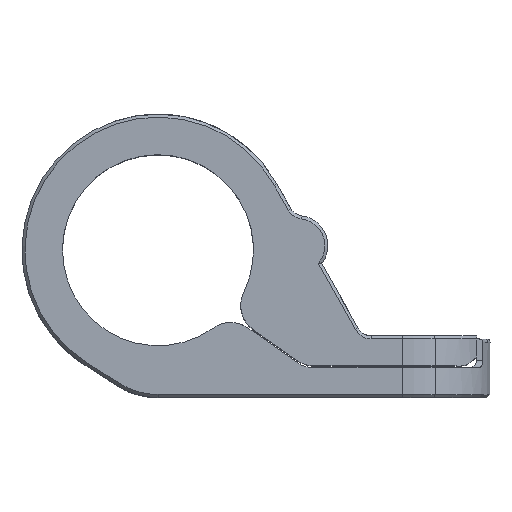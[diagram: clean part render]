
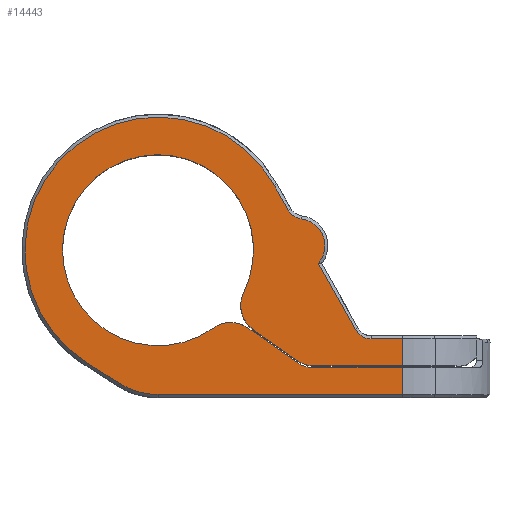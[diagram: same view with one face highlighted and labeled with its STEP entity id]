
A CAD part, top view. The second image highlights one B-rep face of the part: STEP entity #14443.
In plain terms, the highlighted planar face has unit normal (0, 0, 1).
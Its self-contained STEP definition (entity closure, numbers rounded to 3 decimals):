
#475=DIRECTION('',(1.,0.,0.));
#476=VECTOR('',#475,5.819);
#477=CARTESIAN_POINT('',(10.435,-7.7,6.35));
#478=LINE('',#477,#476);
#1389=DIRECTION('',(-1.,0.,0.));
#1390=VECTOR('',#1389,6.039);
#1391=CARTESIAN_POINT('',(16.254,-7.8,6.35));
#1392=LINE('',#1391,#1390);
#1674=DIRECTION('',(0.,1.,0.));
#1675=VECTOR('',#1674,1.8);
#1676=CARTESIAN_POINT('',(16.254,-7.7,6.35));
#1677=LINE('',#1676,#1675);
#1678=CARTESIAN_POINT('',(10.435,-5.6,6.35));
#1679=DIRECTION('',(0.,0.,1.));
#1680=DIRECTION('',(-0.574,-0.819,0.));
#1681=AXIS2_PLACEMENT_3D('',#1678,#1679,#1680);
#1683=DIRECTION('',(0.819,-0.574,0.));
#1684=VECTOR('',#1683,3.511);
#1685=CARTESIAN_POINT('',(6.354,-5.306,6.35));
#1686=LINE('',#1685,#1684);
#1687=CARTESIAN_POINT('',(7.501,-3.668,6.35));
#1688=DIRECTION('',(0.,0.,1.));
#1689=DIRECTION('',(-0.898,0.439,0.));
#1690=AXIS2_PLACEMENT_3D('',#1687,#1688,#1689);
#1692=CARTESIAN_POINT('',(4.836,-6.807,6.35));
#1693=DIRECTION('',(0.,0.,1.));
#1694=DIRECTION('',(0.574,0.819,0.));
#1695=AXIS2_PLACEMENT_3D('',#1692,#1693,#1694);
#1697=DIRECTION('',(-0.819,0.574,0.));
#1698=VECTOR('',#1697,4.115);
#1699=CARTESIAN_POINT('',(9.354,-7.529,6.35));
#1700=LINE('',#1699,#1698);
#1701=DIRECTION('',(0.,1.,0.));
#1702=VECTOR('',#1701,1.8);
#1703=CARTESIAN_POINT('',(16.254,-9.6,6.35));
#1704=LINE('',#1703,#1702);
#1705=DIRECTION('',(1.,0.,0.));
#1706=VECTOR('',#1705,16.254);
#1707=CARTESIAN_POINT('',(0.,-9.6,6.35));
#1708=LINE('',#1707,#1706);
#1709=CARTESIAN_POINT('',(0.,-4.8,6.35));
#1710=DIRECTION('',(0.,0.,1.));
#1711=DIRECTION('',(-0.537,-0.844,0.));
#1712=AXIS2_PLACEMENT_3D('',#1709,#1710,#1711);
#1714=DIRECTION('',(0.844,-0.537,0.));
#1715=VECTOR('',#1714,2.576);
#1716=CARTESIAN_POINT('',(-4.75,-7.467,6.35));
#1717=LINE('',#1716,#1715);
#1718=CARTESIAN_POINT('',(0.,0.,6.35));
#1719=DIRECTION('',(0.,0.,1.));
#1720=DIRECTION('',(0.871,0.491,0.));
#1721=AXIS2_PLACEMENT_3D('',#1718,#1719,#1720);
#1723=DIRECTION('',(-0.491,0.871,0.));
#1724=VECTOR('',#1723,1.905);
#1725=CARTESIAN_POINT('',(8.645,2.685,6.35));
#1726=LINE('',#1725,#1724);
#1727=CARTESIAN_POINT('',(9.691,3.274,6.35));
#1728=DIRECTION('',(0.,0.,-1.));
#1729=DIRECTION('',(-0.131,-0.991,0.));
#1730=AXIS2_PLACEMENT_3D('',#1727,#1728,#1729);
#1732=CARTESIAN_POINT('',(9.297,0.3,6.35));
#1733=DIRECTION('',(0.,0.,1.));
#1734=DIRECTION('',(0.819,-0.574,0.));
#1735=AXIS2_PLACEMENT_3D('',#1732,#1733,#1734);
#1737=DIRECTION('',(0.574,0.819,0.));
#1738=VECTOR('',#1737,0.194);
#1739=CARTESIAN_POINT('',(10.661,-0.891,6.35));
#1740=LINE('',#1739,#1738);
#1741=DIRECTION('',(-0.491,0.871,0.));
#1742=VECTOR('',#1741,5.048);
#1743=CARTESIAN_POINT('',(13.139,-5.289,6.35));
#1744=LINE('',#1743,#1742);
#1745=CARTESIAN_POINT('',(14.184,-4.7,6.35));
#1746=DIRECTION('',(0.,0.,-1.));
#1747=DIRECTION('',(0.,-1.,0.));
#1748=AXIS2_PLACEMENT_3D('',#1745,#1746,#1747);
#1750=DIRECTION('',(-1.,0.,0.));
#1751=VECTOR('',#1750,2.07);
#1752=CARTESIAN_POINT('',(16.254,-5.9,6.35));
#1753=LINE('',#1752,#1751);
#2862=CARTESIAN_POINT('',(0.,0.,6.35));
#2863=DIRECTION('',(0.,0.,-1.));
#2864=DIRECTION('',(0.579,-0.815,0.));
#2865=AXIS2_PLACEMENT_3D('',#2862,#2863,#2864);
#3200=CARTESIAN_POINT('',(10.214,-6.3,6.35));
#3201=DIRECTION('',(0.,0.,-1.));
#3202=DIRECTION('',(0.,-1.,0.));
#3203=AXIS2_PLACEMENT_3D('',#3200,#3201,#3202);
#10196=CARTESIAN_POINT('',(5.983,-5.169,6.35));
#10197=VERTEX_POINT('',#10196);
#10198=CARTESIAN_POINT('',(3.678,-5.176,6.35));
#10199=VERTEX_POINT('',#10198);
#10204=CARTESIAN_POINT('',(5.705,-2.789,6.35));
#10205=CARTESIAN_POINT('',(6.354,-5.306,6.35));
#10206=VERTEX_POINT('',#10204);
#10207=VERTEX_POINT('',#10205);
#10220=CARTESIAN_POINT('',(9.231,-7.32,6.35));
#10221=VERTEX_POINT('',#10220);
#10222=CARTESIAN_POINT('',(10.435,-7.7,6.35));
#10223=VERTEX_POINT('',#10222);
#10225=CARTESIAN_POINT('',(9.354,-7.529,6.35));
#10227=VERTEX_POINT('',#10225);
#10229=CARTESIAN_POINT('',(10.214,-7.8,6.35));
#10231=VERTEX_POINT('',#10229);
#12309=CARTESIAN_POINT('',(16.254,-7.7,6.35));
#12311=VERTEX_POINT('',#12309);
#12312=CARTESIAN_POINT('',(16.254,-7.8,6.35));
#12314=VERTEX_POINT('',#12312);
#12358=CARTESIAN_POINT('',(16.254,-5.9,6.35));
#12359=VERTEX_POINT('',#12358);
#12362=CARTESIAN_POINT('',(16.254,-9.6,6.35));
#12363=VERTEX_POINT('',#12362);
#12524=CARTESIAN_POINT('',(13.139,-5.289,6.35));
#12525=CARTESIAN_POINT('',(10.661,-0.891,6.35));
#12526=VERTEX_POINT('',#12524);
#12527=VERTEX_POINT('',#12525);
#12528=CARTESIAN_POINT('',(14.184,-5.9,6.35));
#12529=VERTEX_POINT('',#12528);
#12558=CARTESIAN_POINT('',(0.,-9.6,6.35));
#12559=VERTEX_POINT('',#12558);
#12560=CARTESIAN_POINT('',(-2.576,-8.85,6.35));
#12561=VERTEX_POINT('',#12560);
#12562=CARTESIAN_POINT('',(-4.75,-7.467,6.35));
#12563=VERTEX_POINT('',#12562);
#12564=CARTESIAN_POINT('',(7.71,4.345,6.35));
#12565=VERTEX_POINT('',#12564);
#12566=CARTESIAN_POINT('',(8.645,2.685,6.35));
#12567=VERTEX_POINT('',#12566);
#12606=CARTESIAN_POINT('',(10.772,-0.732,6.35));
#12607=VERTEX_POINT('',#12606);
#12608=CARTESIAN_POINT('',(9.533,2.084,6.35));
#12609=VERTEX_POINT('',#12608);
#14396=CARTESIAN_POINT('',(0.,0.,6.35));
#14397=DIRECTION('',(0.,0.,1.));
#14398=DIRECTION('',(1.,0.,0.));
#14399=AXIS2_PLACEMENT_3D('',#14396,#14397,#14398);
#14400=PLANE('',#14399);
#14402=ORIENTED_EDGE('',*,*,#14401,.F.);
#14403=ORIENTED_EDGE('',*,*,#13389,.F.);
#14405=ORIENTED_EDGE('',*,*,#14404,.F.);
#14407=ORIENTED_EDGE('',*,*,#14406,.F.);
#14409=ORIENTED_EDGE('',*,*,#14408,.F.);
#14411=ORIENTED_EDGE('',*,*,#14410,.F.);
#14413=ORIENTED_EDGE('',*,*,#14412,.F.);
#14415=ORIENTED_EDGE('',*,*,#14414,.F.);
#14417=ORIENTED_EDGE('',*,*,#14416,.F.);
#14418=ORIENTED_EDGE('',*,*,#14084,.F.);
#14419=ORIENTED_EDGE('',*,*,#14272,.F.);
#14420=ORIENTED_EDGE('',*,*,#14387,.F.);
#14422=ORIENTED_EDGE('',*,*,#14421,.F.);
#14424=ORIENTED_EDGE('',*,*,#14423,.F.);
#14426=ORIENTED_EDGE('',*,*,#14425,.F.);
#14428=ORIENTED_EDGE('',*,*,#14427,.F.);
#14430=ORIENTED_EDGE('',*,*,#14429,.F.);
#14432=ORIENTED_EDGE('',*,*,#14431,.F.);
#14434=ORIENTED_EDGE('',*,*,#14433,.F.);
#14436=ORIENTED_EDGE('',*,*,#14435,.F.);
#14438=ORIENTED_EDGE('',*,*,#14437,.F.);
#14440=ORIENTED_EDGE('',*,*,#14439,.F.);
#14441=EDGE_LOOP('',(#14402,#14403,#14405,#14407,#14409,#14411,#14413,#14415,
#14417,#14418,#14419,#14420,#14422,#14424,#14426,#14428,#14430,#14432,#14434,
#14436,#14438,#14440));
#14442=FACE_OUTER_BOUND('',#14441,.F.);
#14443=ADVANCED_FACE('',(#14442),#14400,.T.);
#1682=CIRCLE('',#1681,2.1);
#1691=CIRCLE('',#1690,2.);
#1696=CIRCLE('',#1695,2.);
#1713=CIRCLE('',#1712,4.8);
#1722=CIRCLE('',#1721,8.85);
#1731=CIRCLE('',#1730,1.2);
#1736=CIRCLE('',#1735,1.8);
#1749=CIRCLE('',#1748,1.2);
#2866=CIRCLE('',#2865,6.35);
#3204=CIRCLE('',#3203,1.5);
#13389=EDGE_CURVE('',#10223,#12311,#478,.T.);
#14084=EDGE_CURVE('',#12314,#10231,#1392,.T.);
#14272=EDGE_CURVE('',#12363,#12314,#1704,.T.);
#14387=EDGE_CURVE('',#12559,#12363,#1708,.T.);
#14401=EDGE_CURVE('',#12311,#12359,#1677,.T.);
#14404=EDGE_CURVE('',#10221,#10223,#1682,.T.);
#14406=EDGE_CURVE('',#10207,#10221,#1686,.T.);
#14408=EDGE_CURVE('',#10206,#10207,#1691,.T.);
#14410=EDGE_CURVE('',#10199,#10206,#2866,.T.);
#14412=EDGE_CURVE('',#10197,#10199,#1696,.T.);
#14414=EDGE_CURVE('',#10227,#10197,#1700,.T.);
#14416=EDGE_CURVE('',#10231,#10227,#3204,.T.);
#14421=EDGE_CURVE('',#12561,#12559,#1713,.T.);
#14423=EDGE_CURVE('',#12563,#12561,#1717,.T.);
#14425=EDGE_CURVE('',#12565,#12563,#1722,.T.);
#14427=EDGE_CURVE('',#12567,#12565,#1726,.T.);
#14429=EDGE_CURVE('',#12609,#12567,#1731,.T.);
#14431=EDGE_CURVE('',#12607,#12609,#1736,.T.);
#14433=EDGE_CURVE('',#12527,#12607,#1740,.T.);
#14435=EDGE_CURVE('',#12526,#12527,#1744,.T.);
#14437=EDGE_CURVE('',#12529,#12526,#1749,.T.);
#14439=EDGE_CURVE('',#12359,#12529,#1753,.T.);
